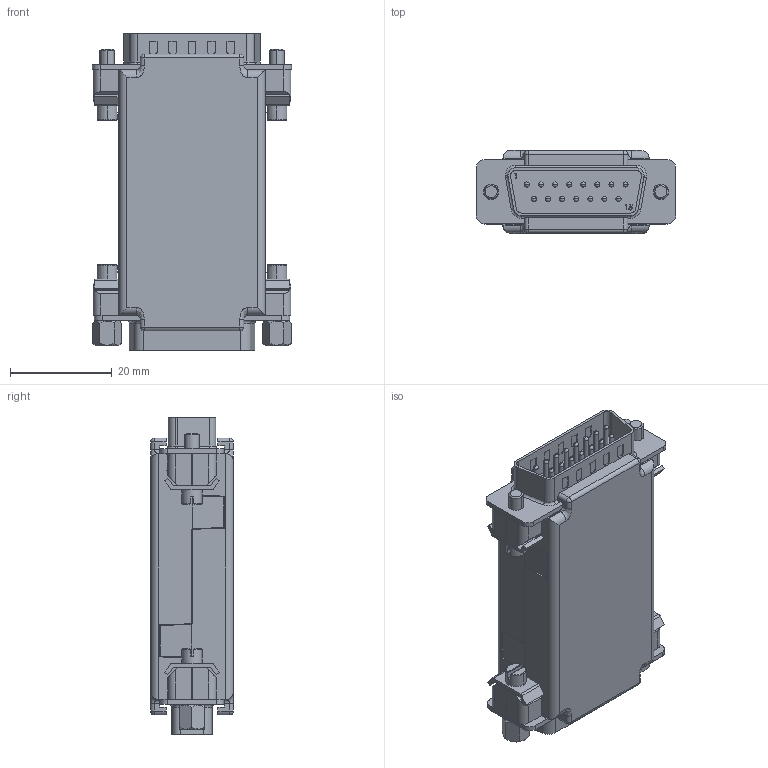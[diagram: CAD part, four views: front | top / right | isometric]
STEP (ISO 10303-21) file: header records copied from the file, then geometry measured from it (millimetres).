
FILE_DESCRIPTION (( 'STEP AP203' ), '1' );
FILE_NAME ('DIY15MF.STEP', '2006-06-23T18:42:02', ( 'lcom' ), ( 'lcom' ), 'SwSTEP 2.0', 'SolidWorks 2006004', '' );
FILE_SCHEMA (( 'CONFIG_CONTROL_DESIGN' ));
Length unit declared in the file: inch
Products named in the file (7): SDHS-PROD_DEFAULT; 3AA01-009_3AA01-009-437; DIY15MF; SD15S; SD15P; 3AA10-001; DIY15-MA1
Assembly tree (14 placements, depth 2):
  DIY15MF
    3AA10-001  x4
    3AA01-009_3AA01-009-437  x4
    SD15P
    DIY15-MA1  x2
    SDHS-PROD_DEFAULT  x2
    SD15S
Bounding box: 39.12 x 16.26 x 62.23 mm (x, y, z)
Volume: 14367.4 mm3; surface area: 17080.5 mm2
Topology: 14 solids, 14 shells, 1122 faces, 2770 edges, 1735 vertices
Faces by surface type: plane 580, cylinder 408, torus 52, sphere 38, bspline 28, cone 16
Entity records: 30231 total; most frequent: CARTESIAN_POINT 7759, DIRECTION 4658, ORIENTED_EDGE 4332, EDGE_CURVE 2166, AXIS2_PLACEMENT_3D 1671, VERTEX_POINT 1364, LINE 1316, VECTOR 1316
